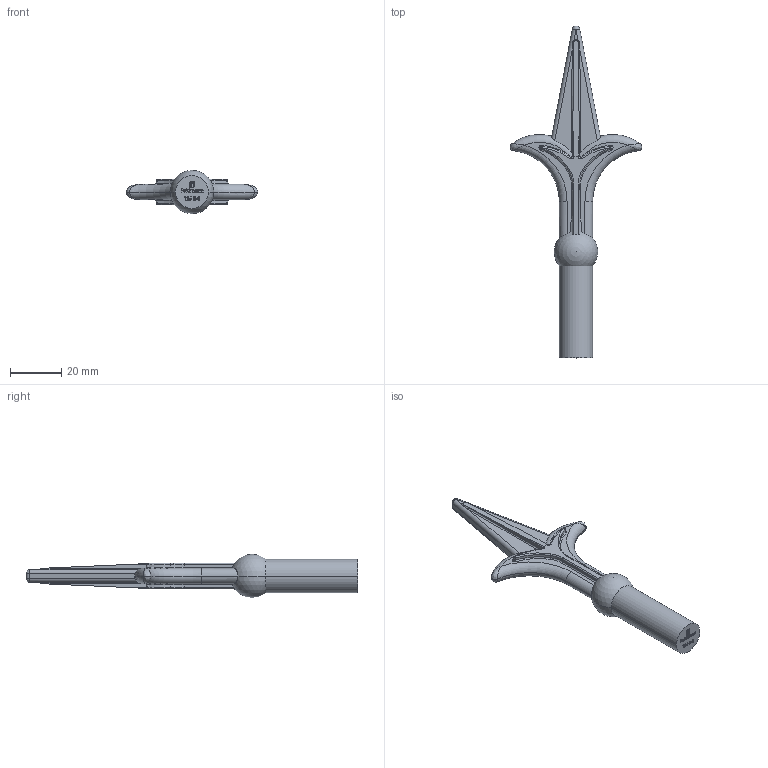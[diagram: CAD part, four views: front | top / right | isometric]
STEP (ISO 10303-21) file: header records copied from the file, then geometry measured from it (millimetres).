
FILE_DESCRIPTION (( 'STEP AP203' ), '1' );
FILE_NAME ('126-B-3.STEP', '2021-03-23T15:04:20', ( '' ), ( '' ), 'SwSTEP 2.0', 'SolidWorks 2018', '' );
FILE_SCHEMA (( 'CONFIG_CONTROL_DESIGN' ));
Length unit declared in the file: millimetre
Products named in the file (2): 126-B-3
Bounding box: 51.49 x 130 x 17 mm (x, y, z)
Volume: 15000.3 mm3; surface area: 6277 mm2
Topology: 1 solids, 1 shells, 401 faces, 1056 edges, 667 vertices
Faces by surface type: plane 160, bspline 124, cylinder 57, torus 48, sphere 12
Entity records: 17856 total; most frequent: CARTESIAN_POINT 8796, ORIENTED_EDGE 2070, DIRECTION 1493, EDGE_CURVE 1035, VERTEX_POINT 658, LINE 527, VECTOR 527, AXIS2_PLACEMENT_3D 483
